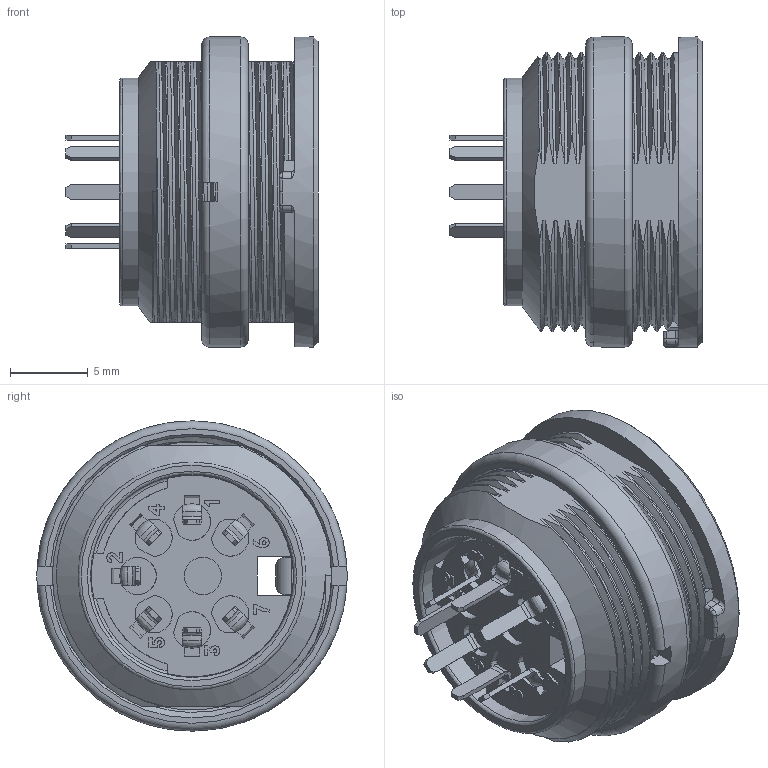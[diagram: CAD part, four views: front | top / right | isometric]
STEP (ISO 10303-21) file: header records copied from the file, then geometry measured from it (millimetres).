
FILE_DESCRIPTION(/* description */ (''),/* implementation_level */ '2;1');
FILE_NAME(/* name */ 't 3487 300 unxc001-01.stp',/* time_stamp */ '2019-07-08T17:39:07+02:00',/* author */ (''),/* organization */ (''),/* preprocessor_version */ 'ST-DEVELOPER v16.7',/* originating_system */ 'SIEMENS PLM Software NX 12.0',/* authorisation */ '');
FILE_SCHEMA (('AUTOMOTIVE_DESIGN { 1 0 10303 214 3 1 1 1 }'));
Length unit declared in the file: millimetre
Products named in the file (1): t 3487 300 unxc001-01
Bounding box: 16.25 x 20 x 20 mm (x, y, z)
Volume: 2409.2 mm3; surface area: 3014.1 mm2
Topology: 1 solids, 1 shells, 577 faces, 1611 edges, 1033 vertices
Faces by surface type: plane 231, bspline 209, cylinder 117, cone 17, torus 3
Full cylindrical faces by diameter (mm): 0.24 x1, 2.4 x1, 13.1 x1, 13.9 x1, 14.7 x1, 15.4 x1, 16.2 x1, 18.3 x1, 20 x2
Entity records: 47024 total; most frequent: CARTESIAN_POINT 32599, ORIENTED_EDGE 3172, DIRECTION 2020, EDGE_CURVE 1586, VERTEX_POINT 1028, LINE 762, VECTOR 762, EDGE_LOOP 638
